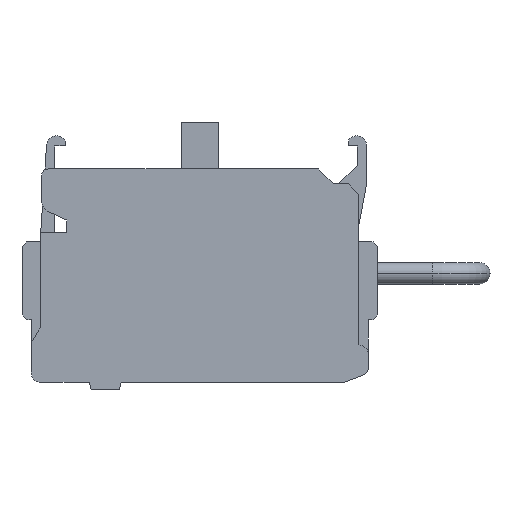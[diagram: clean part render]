
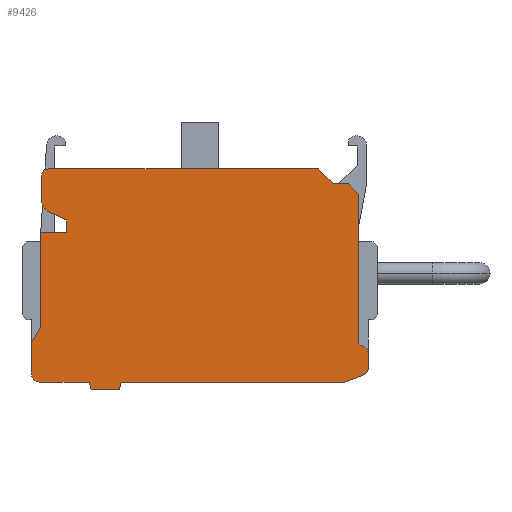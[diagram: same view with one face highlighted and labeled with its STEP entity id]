
A CAD part, left-side view. The second image highlights one B-rep face of the part: STEP entity #9426.
In plain terms, the highlighted planar face has unit normal (-1, 0, 0).
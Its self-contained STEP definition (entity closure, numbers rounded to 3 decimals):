
#8444=CARTESIAN_POINT('',(0.0,8.407,0.0));
#8445=VERTEX_POINT('',#8444);
#8446=CARTESIAN_POINT('',(0.0,8.607,-0.8));
#8447=VERTEX_POINT('',#8446);
#8448=CARTESIAN_POINT('',(0.,8.407,0.));
#8449=DIRECTION('',(0.,0.243,-0.97));
#8450=VECTOR('',#8449,0.825);
#8451=LINE('',#8448,#8450);
#8452=EDGE_CURVE('',#8445,#8447,#8451,.T.);
#8484=CARTESIAN_POINT('',(0.0,11.607,-0.8));
#8485=VERTEX_POINT('',#8484);
#8486=CARTESIAN_POINT('',(0.0,8.607,-0.8));
#8487=DIRECTION('',(0.0,1.0,0.0));
#8488=VECTOR('',#8487,3.0);
#8489=LINE('',#8486,#8488);
#8490=EDGE_CURVE('',#8447,#8485,#8489,.T.);
#8515=CARTESIAN_POINT('',(0.0,11.807,0.0));
#8516=VERTEX_POINT('',#8515);
#8517=CARTESIAN_POINT('',(0.,11.607,-0.8));
#8518=DIRECTION('',(0.,0.243,0.97));
#8519=VECTOR('',#8518,0.825);
#8520=LINE('',#8517,#8519);
#8521=EDGE_CURVE('',#8485,#8516,#8520,.T.);
#8547=CARTESIAN_POINT('',(0.0,17.,0.0));
#8548=VERTEX_POINT('',#8547);
#8549=CARTESIAN_POINT('',(0.0,11.807,0.0));
#8550=DIRECTION('',(0.0,1.0,0.0));
#8551=VECTOR('',#8550,5.193);
#8552=LINE('',#8549,#8551);
#8553=EDGE_CURVE('',#8516,#8548,#8552,.T.);
#8586=CARTESIAN_POINT('',(0.0,-15.425,0.0));
#8587=VERTEX_POINT('',#8586);
#8594=CARTESIAN_POINT('',(0.0,-15.425,0.0));
#8595=DIRECTION('',(0.0,1.0,0.0));
#8596=VECTOR('',#8595,23.832);
#8597=LINE('',#8594,#8596);
#8598=EDGE_CURVE('',#8587,#8445,#8597,.T.);
#8757=CARTESIAN_POINT('',(0.0,16.936,22.));
#8758=VERTEX_POINT('',#8757);
#8765=CARTESIAN_POINT('',(0.0,16.136,22.8));
#8766=VERTEX_POINT('',#8765);
#8767=CARTESIAN_POINT('',(0.0,16.136,22.));
#8768=DIRECTION('',(1.0,0.,0.));
#8769=DIRECTION('',(0.,0.707,0.707));
#8770=AXIS2_PLACEMENT_3D('',#8767,#8768,#8769);
#8771=CIRCLE('',#8770,0.8);
#8772=EDGE_CURVE('',#8758,#8766,#8771,.T.);
#8813=CARTESIAN_POINT('',(0.0,16.936,19.388));
#8814=VERTEX_POINT('',#8813);
#8821=CARTESIAN_POINT('',(0.,16.936,19.388));
#8822=DIRECTION('',(0.0,0.0,1.0));
#8823=VECTOR('',#8822,2.612);
#8824=LINE('',#8821,#8823);
#8825=EDGE_CURVE('',#8814,#8758,#8824,.T.);
#8862=CARTESIAN_POINT('',(0.0,16.274,18.293));
#8863=VERTEX_POINT('',#8862);
#8870=CARTESIAN_POINT('',(0.0,15.619,19.437));
#8871=DIRECTION('',(1.0,0.,0.));
#8872=DIRECTION('',(0.,0.856,-0.517));
#8873=AXIS2_PLACEMENT_3D('',#8870,#8871,#8872);
#8874=CIRCLE('',#8873,1.318);
#8875=EDGE_CURVE('',#8863,#8814,#8874,.T.);
#8911=CARTESIAN_POINT('',(0.0,14.223,17.347));
#8912=VERTEX_POINT('',#8911);
#8919=CARTESIAN_POINT('',(0.,14.223,17.347));
#8920=DIRECTION('',(0.,0.908,0.419));
#8921=VECTOR('',#8920,2.259);
#8922=LINE('',#8919,#8921);
#8923=EDGE_CURVE('',#8912,#8863,#8922,.T.);
#8936=CARTESIAN_POINT('',(0.0,14.223,15.989));
#8937=VERTEX_POINT('',#8936);
#8944=CARTESIAN_POINT('',(0.,14.223,15.989));
#8945=DIRECTION('',(0.0,0.0,1.0));
#8946=VECTOR('',#8945,1.358);
#8947=LINE('',#8944,#8946);
#8948=EDGE_CURVE('',#8937,#8912,#8947,.T.);
#8976=CARTESIAN_POINT('',(0.0,17.,15.989));
#8977=VERTEX_POINT('',#8976);
#8984=CARTESIAN_POINT('',(0.0,17.,15.989));
#8985=DIRECTION('',(0.0,-1.0,0.0));
#8986=VECTOR('',#8985,2.777);
#8987=LINE('',#8984,#8986);
#8988=EDGE_CURVE('',#8977,#8937,#8987,.T.);
#9005=CARTESIAN_POINT('',(0.0,18.,1.0));
#9006=VERTEX_POINT('',#9005);
#9007=CARTESIAN_POINT('',(0.0,17.,1.0));
#9008=DIRECTION('',(1.0,0.,0.));
#9009=DIRECTION('',(0.,0.707,-0.707));
#9010=AXIS2_PLACEMENT_3D('',#9007,#9008,#9009);
#9011=CIRCLE('',#9010,1.0);
#9012=EDGE_CURVE('',#8548,#9006,#9011,.T.);
#9038=CARTESIAN_POINT('',(0.0,18.,4.236));
#9039=VERTEX_POINT('',#9038);
#9040=CARTESIAN_POINT('',(0.,18.,1.0));
#9041=DIRECTION('',(0.0,0.0,1.0));
#9042=VECTOR('',#9041,3.236);
#9043=LINE('',#9040,#9042);
#9044=EDGE_CURVE('',#9006,#9039,#9043,.T.);
#9069=CARTESIAN_POINT('',(0.0,17.,5.931));
#9070=VERTEX_POINT('',#9069);
#9071=CARTESIAN_POINT('',(0.,18.,4.236));
#9072=DIRECTION('',(0.,-0.508,0.861));
#9073=VECTOR('',#9072,1.968);
#9074=LINE('',#9071,#9073);
#9075=EDGE_CURVE('',#9039,#9070,#9074,.T.);
#9100=CARTESIAN_POINT('',(0.,17.,5.931));
#9101=DIRECTION('',(0.0,0.0,1.0));
#9102=VECTOR('',#9101,10.059);
#9103=LINE('',#9100,#9102);
#9104=EDGE_CURVE('',#9070,#8977,#9103,.T.);
#9124=CARTESIAN_POINT('',(0.0,-12.662,22.8));
#9125=VERTEX_POINT('',#9124);
#9126=CARTESIAN_POINT('',(0.,16.136,22.8));
#9127=DIRECTION('',(0.0,-1.0,0.0));
#9128=VECTOR('',#9127,28.798);
#9129=LINE('',#9126,#9128);
#9130=EDGE_CURVE('',#8766,#9125,#9129,.T.);
#9157=CARTESIAN_POINT('',(0.0,-14.262,21.2));
#9158=VERTEX_POINT('',#9157);
#9159=CARTESIAN_POINT('',(0.,-12.662,22.8));
#9160=DIRECTION('',(0.,-0.707,-0.707));
#9161=VECTOR('',#9160,2.263);
#9162=LINE('',#9159,#9161);
#9163=EDGE_CURVE('',#9125,#9158,#9162,.T.);
#9188=CARTESIAN_POINT('',(0.0,-15.9,21.2));
#9189=VERTEX_POINT('',#9188);
#9190=CARTESIAN_POINT('',(0.,-14.262,21.2));
#9191=DIRECTION('',(0.0,-1.0,0.0));
#9192=VECTOR('',#9191,1.638);
#9193=LINE('',#9190,#9192);
#9194=EDGE_CURVE('',#9158,#9189,#9193,.T.);
#9219=CARTESIAN_POINT('',(0.0,-17.,20.1));
#9220=VERTEX_POINT('',#9219);
#9221=CARTESIAN_POINT('',(0.,-15.9,21.2));
#9222=DIRECTION('',(0.,-0.707,-0.707));
#9223=VECTOR('',#9222,1.556);
#9224=LINE('',#9221,#9223);
#9225=EDGE_CURVE('',#9189,#9220,#9224,.T.);
#9250=CARTESIAN_POINT('',(0.0,-17.,4.0));
#9251=VERTEX_POINT('',#9250);
#9252=CARTESIAN_POINT('',(0.,-17.,20.1));
#9253=DIRECTION('',(0.0,0.0,-1.0));
#9254=VECTOR('',#9253,16.1);
#9255=LINE('',#9252,#9254);
#9256=EDGE_CURVE('',#9220,#9251,#9255,.T.);
#9281=CARTESIAN_POINT('',(0.0,-18.,3.));
#9282=VERTEX_POINT('',#9281);
#9283=CARTESIAN_POINT('',(0.0,-17.,3.));
#9284=DIRECTION('',(1.0,0.,0.));
#9285=DIRECTION('',(0.,-0.707,0.707));
#9286=AXIS2_PLACEMENT_3D('',#9283,#9284,#9285);
#9287=CIRCLE('',#9286,1.);
#9288=EDGE_CURVE('',#9251,#9282,#9287,.T.);
#9314=CARTESIAN_POINT('',(0.0,-18.,1.5));
#9315=VERTEX_POINT('',#9314);
#9316=CARTESIAN_POINT('',(0.,-18.,3.));
#9317=DIRECTION('',(0.0,0.0,-1.0));
#9318=VECTOR('',#9317,1.5);
#9319=LINE('',#9316,#9318);
#9320=EDGE_CURVE('',#9282,#9315,#9319,.T.);
#9345=CARTESIAN_POINT('',(0.0,-17.496,0.803));
#9346=VERTEX_POINT('',#9345);
#9347=CARTESIAN_POINT('',(0.0,-17.177,1.565));
#9348=DIRECTION('',(1.0,0.,0.));
#9349=DIRECTION('',(0.,-0.81,-0.586));
#9350=AXIS2_PLACEMENT_3D('',#9347,#9348,#9349);
#9351=CIRCLE('',#9350,0.826);
#9352=EDGE_CURVE('',#9315,#9346,#9351,.T.);
#9378=CARTESIAN_POINT('',(0.,-17.496,0.803));
#9379=DIRECTION('',(0.,0.932,-0.362));
#9380=VECTOR('',#9379,2.222);
#9381=LINE('',#9378,#9380);
#9382=EDGE_CURVE('',#9346,#8587,#9381,.T.);
#9395=CARTESIAN_POINT('',(0.0,0.764,11.262));
#9396=DIRECTION('',(-1.0,0.0,0.0));
#9397=DIRECTION('',(0.0,0.0,1.0));
#9398=AXIS2_PLACEMENT_3D('',#9395,#9396,#9397);
#9399=PLANE('',#9398);
#9400=ORIENTED_EDGE('',*,*,#8598,.F.);
#9401=ORIENTED_EDGE('',*,*,#9382,.F.);
#9402=ORIENTED_EDGE('',*,*,#9352,.F.);
#9403=ORIENTED_EDGE('',*,*,#9320,.F.);
#9404=ORIENTED_EDGE('',*,*,#9288,.F.);
#9405=ORIENTED_EDGE('',*,*,#9256,.F.);
#9406=ORIENTED_EDGE('',*,*,#9225,.F.);
#9407=ORIENTED_EDGE('',*,*,#9194,.F.);
#9408=ORIENTED_EDGE('',*,*,#9163,.F.);
#9409=ORIENTED_EDGE('',*,*,#9130,.F.);
#9410=ORIENTED_EDGE('',*,*,#8772,.F.);
#9411=ORIENTED_EDGE('',*,*,#8825,.F.);
#9412=ORIENTED_EDGE('',*,*,#8875,.F.);
#9413=ORIENTED_EDGE('',*,*,#8923,.F.);
#9414=ORIENTED_EDGE('',*,*,#8948,.F.);
#9415=ORIENTED_EDGE('',*,*,#8988,.F.);
#9416=ORIENTED_EDGE('',*,*,#9104,.F.);
#9417=ORIENTED_EDGE('',*,*,#9075,.F.);
#9418=ORIENTED_EDGE('',*,*,#9044,.F.);
#9419=ORIENTED_EDGE('',*,*,#9012,.F.);
#9420=ORIENTED_EDGE('',*,*,#8553,.F.);
#9421=ORIENTED_EDGE('',*,*,#8521,.F.);
#9422=ORIENTED_EDGE('',*,*,#8490,.F.);
#9423=ORIENTED_EDGE('',*,*,#8452,.F.);
#9424=EDGE_LOOP('',(#9400,#9401,#9402,#9403,#9404,#9405,#9406,#9407,#9408,#9409,#9410,#9411,#9412,#9413,#9414,#9415,#9416,#9417,#9418,#9419,#9420,#9421,#9422,#9423));
#9425=FACE_OUTER_BOUND('',#9424,.T.);
#9426=ADVANCED_FACE('',(#9425),#9399,.T.);
